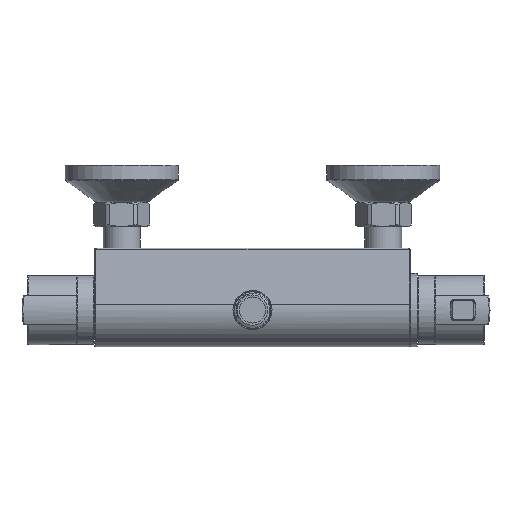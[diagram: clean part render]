
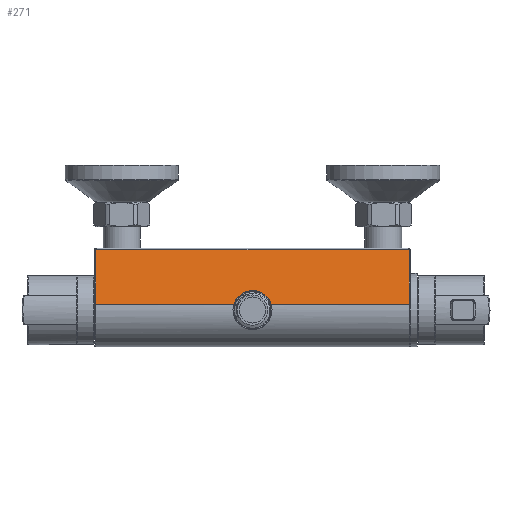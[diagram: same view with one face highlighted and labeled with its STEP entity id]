
A CAD part, top view. The second image highlights one B-rep face of the part: STEP entity #271.
In plain terms, the highlighted planar face has unit normal (0, 0.161, 0.987).
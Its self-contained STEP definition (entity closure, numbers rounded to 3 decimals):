
#177=CARTESIAN_POINT('',(-115.65,426.58,-652.75));
#178=VERTEX_POINT('',#177);
#187=CARTESIAN_POINT('',(-115.65,395.373,-647.673));
#188=VERTEX_POINT('',#187);
#196=CARTESIAN_POINT('',(-115.65,395.373,-647.673));
#197=DIRECTION('',(0.,0.987,-0.161));
#198=VECTOR('',#197,31.618);
#199=LINE('',#196,#198);
#200=EDGE_CURVE('',#188,#178,#199,.T.);
#205=CARTESIAN_POINT('',(-116.15,427.5,-652.9));
#206=DIRECTION('',(-0.,0.161,0.987));
#207=DIRECTION('',(-0.,-0.987,0.161));
#208=AXIS2_PLACEMENT_3D('',#205,#206,#207);
#209=PLANE('',#208);
#210=CARTESIAN_POINT('',(-36.33,395.373,-647.673));
#211=VERTEX_POINT('',#210);
#212=CARTESIAN_POINT('',(-14.97,395.373,-647.673));
#213=VERTEX_POINT('',#212);
#214=CARTESIAN_POINT('',(-25.65,392.,-647.124));
#215=DIRECTION('',(0.,-0.161,-0.987));
#216=DIRECTION('',(0.,0.987,-0.161));
#217=AXIS2_PLACEMENT_3D('',#214,#215,#216);
#218=ELLIPSE('',#217,11.347,11.2);
#219=EDGE_CURVE('',#211,#213,#218,.T.);
#220=ORIENTED_EDGE('',*,*,#219,.T.);
#221=CARTESIAN_POINT('',(64.35,395.373,-647.673));
#222=VERTEX_POINT('',#221);
#223=CARTESIAN_POINT('',(-14.97,395.373,-647.673));
#224=DIRECTION('',(1.,-0.,0.));
#225=VECTOR('',#224,79.32);
#226=LINE('',#223,#225);
#227=EDGE_CURVE('',#213,#222,#226,.T.);
#228=ORIENTED_EDGE('',*,*,#227,.T.);
#229=CARTESIAN_POINT('',(64.35,426.58,-652.75));
#230=VERTEX_POINT('',#229);
#231=CARTESIAN_POINT('',(64.35,426.58,-652.75));
#232=DIRECTION('',(-0.,-0.987,0.161));
#233=VECTOR('',#232,31.618);
#234=LINE('',#231,#233);
#235=EDGE_CURVE('',#230,#222,#234,.T.);
#236=ORIENTED_EDGE('',*,*,#235,.F.);
#237=CARTESIAN_POINT('',(64.344,426.661,-652.763));
#238=VERTEX_POINT('',#237);
#239=CARTESIAN_POINT('',(64.35,426.58,-652.75));
#240=CARTESIAN_POINT('',(64.35,426.607,-652.755));
#241=CARTESIAN_POINT('',(64.348,426.634,-652.759));
#242=CARTESIAN_POINT('',(64.344,426.661,-652.763));
#243=B_SPLINE_CURVE_WITH_KNOTS('',3,(#239,#240,#241,#242),.UNSPECIFIED.,.F.,.F.,(4,4),(0.,1.),.UNSPECIFIED.);
#244=EDGE_CURVE('',#230,#238,#243,.T.);
#245=ORIENTED_EDGE('',*,*,#244,.T.);
#246=CARTESIAN_POINT('',(-115.644,426.661,-652.763));
#247=VERTEX_POINT('',#246);
#248=CARTESIAN_POINT('',(64.344,426.661,-652.763));
#249=DIRECTION('',(-1.,0.,-0.));
#250=VECTOR('',#249,179.987);
#251=LINE('',#248,#250);
#252=EDGE_CURVE('',#238,#247,#251,.T.);
#253=ORIENTED_EDGE('',*,*,#252,.T.);
#254=CARTESIAN_POINT('',(-115.644,426.661,-652.763));
#255=CARTESIAN_POINT('',(-115.646,426.647,-652.761));
#256=CARTESIAN_POINT('',(-115.649,426.62,-652.757));
#257=CARTESIAN_POINT('',(-115.65,426.594,-652.753));
#258=CARTESIAN_POINT('',(-115.65,426.58,-652.75));
#259=B_SPLINE_CURVE_WITH_KNOTS('',3,(#254,#255,#256,#257,#258),.UNSPECIFIED.,.F.,.F.,(4,1,4),(0.,0.5,1.),.UNSPECIFIED.);
#260=EDGE_CURVE('',#247,#178,#259,.T.);
#261=ORIENTED_EDGE('',*,*,#260,.T.);
#262=ORIENTED_EDGE('',*,*,#200,.F.);
#263=CARTESIAN_POINT('',(-115.65,395.373,-647.673));
#264=DIRECTION('',(1.,-0.,0.));
#265=VECTOR('',#264,79.32);
#266=LINE('',#263,#265);
#267=EDGE_CURVE('',#188,#211,#266,.T.);
#268=ORIENTED_EDGE('',*,*,#267,.T.);
#269=EDGE_LOOP('',(#220,#228,#236,#245,#253,#261,#262,#268));
#270=FACE_BOUND('',#269,.T.);
#271=ADVANCED_FACE('',(#270),#209,.T.);
